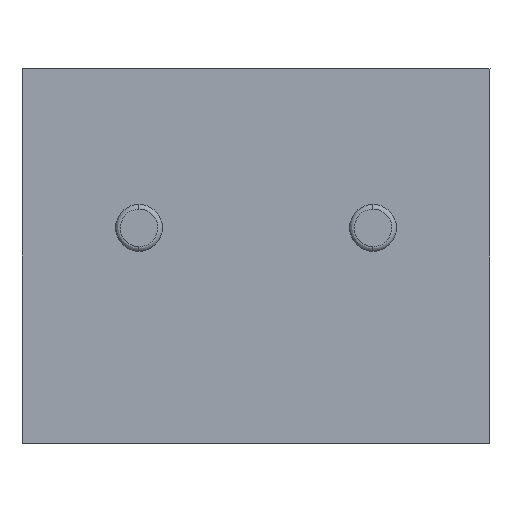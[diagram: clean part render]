
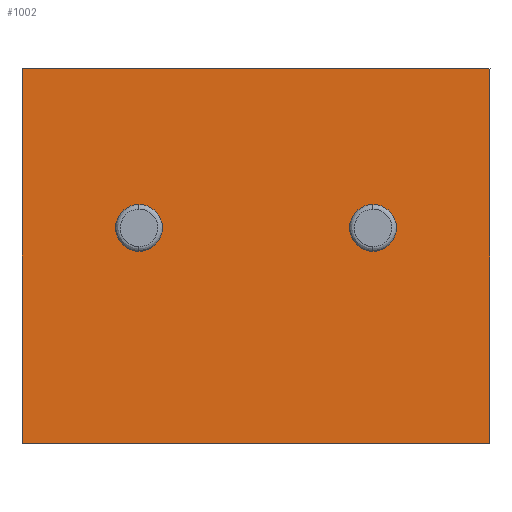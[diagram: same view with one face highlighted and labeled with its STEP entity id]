
A CAD part, front view. The second image highlights one B-rep face of the part: STEP entity #1002.
In plain terms, the highlighted face is planar.
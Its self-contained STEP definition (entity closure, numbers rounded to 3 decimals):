
#35 = ORIENTED_EDGE ( 'NONE', *, *, #1697, .F. ) ;
#53 = DIRECTION ( 'NONE',  ( 0., 0., -1. ) ) ;
#73 = EDGE_CURVE ( 'NONE', #2278, #1908, #2133, .T. ) ;
#77 = AXIS2_PLACEMENT_3D ( 'NONE', #2829, #53, #965 ) ;
#93 = LINE ( 'NONE', #1555, #2542 ) ;
#223 = CARTESIAN_POINT ( 'NONE',  ( 8., 0., -10. ) ) ;
#296 = CARTESIAN_POINT ( 'NONE',  ( 5.1, 2.5, -10. ) ) ;
#339 = AXIS2_PLACEMENT_3D ( 'NONE', #2294, #1783, #2867 ) ;
#340 = ORIENTED_EDGE ( 'NONE', *, *, #1265, .F. ) ;
#356 = ORIENTED_EDGE ( 'NONE', *, *, #73, .F. ) ;
#368 = VERTEX_POINT ( 'NONE', #1046 ) ;
#389 = EDGE_LOOP ( 'NONE', ( #3057, #743, #35, #1262 ) ) ;
#390 = VECTOR ( 'NONE', #734, 1000. ) ;
#539 = EDGE_CURVE ( 'NONE', #2701, #3131, #2160, .T. ) ;
#701 = CARTESIAN_POINT ( 'NONE',  ( 8., 10., -10. ) ) ;
#734 = DIRECTION ( 'NONE',  ( 0., 1., 0. ) ) ;
#737 = CARTESIAN_POINT ( 'NONE',  ( 0., 10., -10. ) ) ;
#743 = ORIENTED_EDGE ( 'NONE', *, *, #1777, .F. ) ;
#804 = CIRCLE ( 'NONE', #1349, 0.5 ) ;
#845 = VECTOR ( 'NONE', #1762, 1000. ) ;
#883 = LINE ( 'NONE', #1784, #845 ) ;
#919 = FACE_OUTER_BOUND ( 'NONE', #389, .T. ) ;
#955 = DIRECTION ( 'NONE',  ( 0., 0., -1. ) ) ;
#965 = DIRECTION ( 'NONE',  ( 1., 0., 0. ) ) ;
#1002 = ADVANCED_FACE ( 'NONE', ( #919, #1897, #2630 ), #2292, .F. ) ;
#1003 = LINE ( 'NONE', #701, #390 ) ;
#1026 = EDGE_CURVE ( 'NONE', #3131, #2701, #804, .T. ) ;
#1046 = CARTESIAN_POINT ( 'NONE',  ( 8., 10., -10. ) ) ;
#1234 = CARTESIAN_POINT ( 'NONE',  ( 4.1, 2.5, -10. ) ) ;
#1262 = ORIENTED_EDGE ( 'NONE', *, *, #2657, .F. ) ;
#1265 = EDGE_CURVE ( 'NONE', #1908, #2278, #2704, .T. ) ;
#1288 = DIRECTION ( 'NONE',  ( 1., 0., 0. ) ) ;
#1328 = DIRECTION ( 'NONE',  ( 0., -1., 0. ) ) ;
#1349 = AXIS2_PLACEMENT_3D ( 'NONE', #1750, #1504, #2592 ) ;
#1394 = DIRECTION ( 'NONE',  ( 1., 0., 0. ) ) ;
#1462 = CARTESIAN_POINT ( 'NONE',  ( 0., 0., -10. ) ) ;
#1504 = DIRECTION ( 'NONE',  ( 0., 0., -1. ) ) ;
#1513 = ORIENTED_EDGE ( 'NONE', *, *, #1026, .F. ) ;
#1535 = CARTESIAN_POINT ( 'NONE',  ( 4.1, 7.5, -10. ) ) ;
#1555 = CARTESIAN_POINT ( 'NONE',  ( 0., 10., -10. ) ) ;
#1697 = EDGE_CURVE ( 'NONE', #2050, #368, #1003, .T. ) ;
#1750 = CARTESIAN_POINT ( 'NONE',  ( 4.6, 2.5, -10. ) ) ;
#1762 = DIRECTION ( 'NONE',  ( -1., 0., 0. ) ) ;
#1777 = EDGE_CURVE ( 'NONE', #368, #2237, #883, .T. ) ;
#1783 = DIRECTION ( 'NONE',  ( 0., 0., -1. ) ) ;
#1784 = CARTESIAN_POINT ( 'NONE',  ( 0., 10., -10. ) ) ;
#1897 = FACE_BOUND ( 'NONE', #2517, .T. ) ;
#1908 = VERTEX_POINT ( 'NONE', #3059 ) ;
#1942 = CARTESIAN_POINT ( 'NONE',  ( 4.6, 7.5, -10. ) ) ;
#2025 = CARTESIAN_POINT ( 'NONE',  ( 0., 0., -10. ) ) ;
#2050 = VERTEX_POINT ( 'NONE', #223 ) ;
#2058 = CARTESIAN_POINT ( 'NONE',  ( 0., 10., -10. ) ) ;
#2133 = CIRCLE ( 'NONE', #339, 0.5 ) ;
#2160 = CIRCLE ( 'NONE', #77, 0.5 ) ;
#2173 = VECTOR ( 'NONE', #1288, 1000. ) ;
#2237 = VERTEX_POINT ( 'NONE', #737 ) ;
#2278 = VERTEX_POINT ( 'NONE', #1535 ) ;
#2292 = PLANE ( 'NONE',  #2920 ) ;
#2294 = CARTESIAN_POINT ( 'NONE',  ( 4.6, 7.5, -10. ) ) ;
#2329 = EDGE_CURVE ( 'NONE', #2237, #3143, #93, .T. ) ;
#2517 = EDGE_LOOP ( 'NONE', ( #2978, #1513 ) ) ;
#2542 = VECTOR ( 'NONE', #1328, 1000. ) ;
#2592 = DIRECTION ( 'NONE',  ( 1., 0., 0. ) ) ;
#2630 = FACE_BOUND ( 'NONE', #2859, .T. ) ;
#2657 = EDGE_CURVE ( 'NONE', #3143, #2050, #2889, .T. ) ;
#2692 = DIRECTION ( 'NONE',  ( 1., 0., 0. ) ) ;
#2701 = VERTEX_POINT ( 'NONE', #296 ) ;
#2704 = CIRCLE ( 'NONE', #3110, 0.5 ) ;
#2829 = CARTESIAN_POINT ( 'NONE',  ( 4.6, 2.5, -10. ) ) ;
#2859 = EDGE_LOOP ( 'NONE', ( #340, #356 ) ) ;
#2867 = DIRECTION ( 'NONE',  ( 1., 0., 0. ) ) ;
#2889 = LINE ( 'NONE', #2025, #2173 ) ;
#2920 = AXIS2_PLACEMENT_3D ( 'NONE', #2058, #3144, #1394 ) ;
#2978 = ORIENTED_EDGE ( 'NONE', *, *, #539, .F. ) ;
#3057 = ORIENTED_EDGE ( 'NONE', *, *, #2329, .F. ) ;
#3059 = CARTESIAN_POINT ( 'NONE',  ( 5.1, 7.5, -10. ) ) ;
#3110 = AXIS2_PLACEMENT_3D ( 'NONE', #1942, #955, #2692 ) ;
#3131 = VERTEX_POINT ( 'NONE', #1234 ) ;
#3143 = VERTEX_POINT ( 'NONE', #1462 ) ;
#3144 = DIRECTION ( 'NONE',  ( 0., 0., 1. ) ) ;
